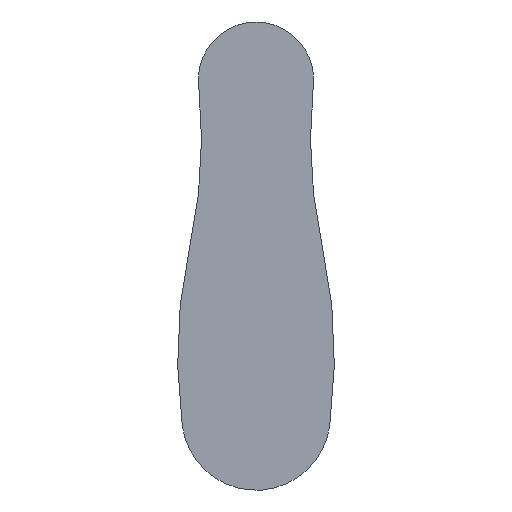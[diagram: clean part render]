
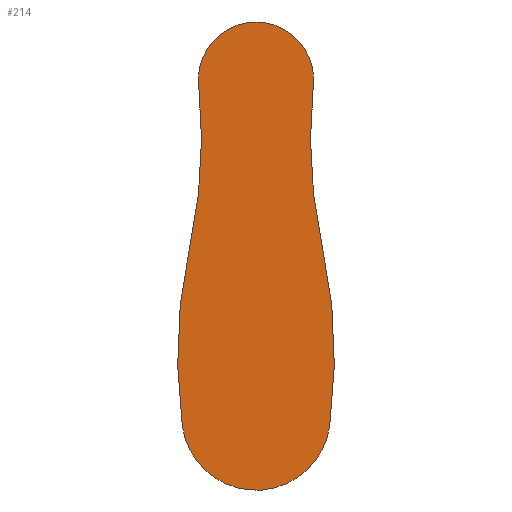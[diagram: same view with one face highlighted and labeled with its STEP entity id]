
A CAD part, front view. The second image highlights one B-rep face of the part: STEP entity #214.
In plain terms, the highlighted planar face has unit normal (0, -1, 0).
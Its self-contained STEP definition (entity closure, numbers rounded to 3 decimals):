
#16=PLANE('',#266);
#48=FACE_OUTER_BOUND('',#62,.T.);
#62=EDGE_LOOP('',(#189,#190,#191,#192,#193,#194));
#81=CIRCLE('',#254,44.251);
#82=CIRCLE('',#256,304.251);
#83=CIRCLE('',#258,295.749);
#84=CIRCLE('',#261,304.251);
#85=CIRCLE('',#263,295.749);
#86=CIRCLE('',#265,34.251);
#99=VERTEX_POINT('',#389);
#100=VERTEX_POINT('',#391);
#101=VERTEX_POINT('',#395);
#102=VERTEX_POINT('',#399);
#103=VERTEX_POINT('',#404);
#104=VERTEX_POINT('',#408);
#124=EDGE_CURVE('',#100,#99,#81,.T.);
#127=EDGE_CURVE('',#99,#101,#82,.T.);
#129=EDGE_CURVE('',#101,#102,#83,.T.);
#130=EDGE_CURVE('',#103,#100,#84,.T.);
#132=EDGE_CURVE('',#104,#103,#85,.T.);
#134=EDGE_CURVE('',#102,#104,#86,.T.);
#189=ORIENTED_EDGE('',*,*,#127,.T.);
#190=ORIENTED_EDGE('',*,*,#129,.T.);
#191=ORIENTED_EDGE('',*,*,#134,.T.);
#192=ORIENTED_EDGE('',*,*,#132,.T.);
#193=ORIENTED_EDGE('',*,*,#130,.T.);
#194=ORIENTED_EDGE('',*,*,#124,.T.);
#214=ADVANCED_FACE('',(#48),#16,.F.);
#254=AXIS2_PLACEMENT_3D('',#392,#320,#321);
#256=AXIS2_PLACEMENT_3D('',#397,#326,#327);
#258=AXIS2_PLACEMENT_3D('',#401,#331,#332);
#261=AXIS2_PLACEMENT_3D('',#405,#337,#338);
#263=AXIS2_PLACEMENT_3D('',#409,#342,#343);
#265=AXIS2_PLACEMENT_3D('',#412,#347,#348);
#266=AXIS2_PLACEMENT_3D('',#413,#349,#350);
#320=DIRECTION('center_axis',(0.,-1.,0.));
#321=DIRECTION('ref_axis',(0.991,0.,-0.135));
#326=DIRECTION('center_axis',(0.,-1.,0.));
#327=DIRECTION('ref_axis',(0.976,0.,0.217));
#331=DIRECTION('center_axis',(0.,1.,0.));
#332=DIRECTION('ref_axis',(-0.976,0.,-0.217));
#337=DIRECTION('center_axis',(0.,-1.,0.));
#338=DIRECTION('ref_axis',(-0.991,0.,-0.135));
#342=DIRECTION('center_axis',(0.,1.,0.));
#343=DIRECTION('ref_axis',(0.994,0.,0.106));
#347=DIRECTION('center_axis',(0.,-1.,0.));
#348=DIRECTION('ref_axis',(-0.994,0.,-0.106));
#349=DIRECTION('center_axis',(0.,1.,0.));
#350=DIRECTION('ref_axis',(1.,0.,0.));
#389=CARTESIAN_POINT('',(43.848,-20.,-5.963));
#391=CARTESIAN_POINT('',(-43.848,-20.,-5.963));
#392=CARTESIAN_POINT('Origin',(0.,-20.,0.));
#395=CARTESIAN_POINT('',(39.403,-20.,100.921));
#397=CARTESIAN_POINT('Origin',(-257.629,-20.,35.036));
#399=CARTESIAN_POINT('',(34.058,-20.,196.364));
#401=CARTESIAN_POINT('Origin',(328.135,-20.,164.964));
#404=CARTESIAN_POINT('',(-39.403,-20.,100.921));
#405=CARTESIAN_POINT('Origin',(257.629,-20.,35.036));
#408=CARTESIAN_POINT('',(-34.058,-20.,196.364));
#409=CARTESIAN_POINT('Origin',(-328.135,-20.,164.964));
#412=CARTESIAN_POINT('Origin',(0.,-20.,200.));
#413=CARTESIAN_POINT('Origin',(0.,-20.,95.));
